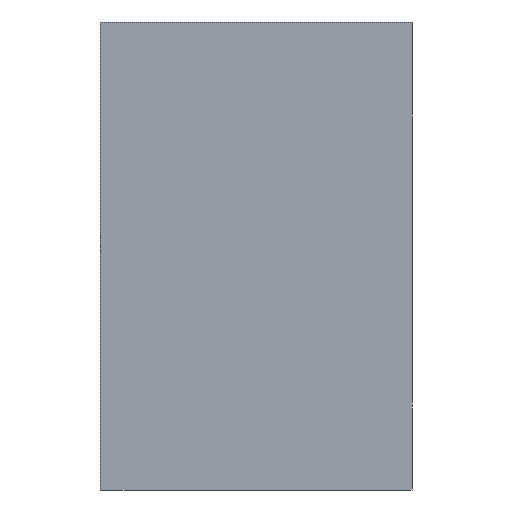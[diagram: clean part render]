
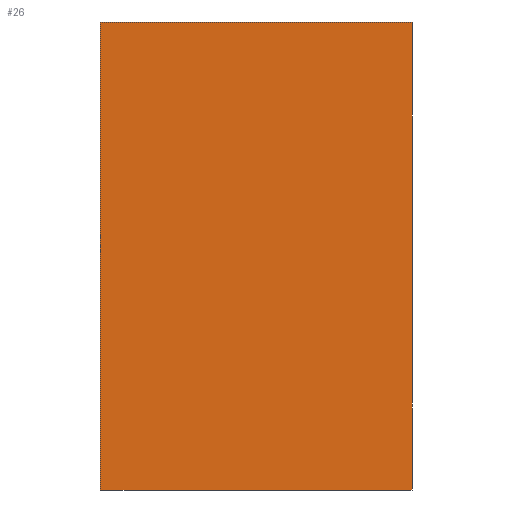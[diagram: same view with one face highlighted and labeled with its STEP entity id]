
A CAD part, front view. The second image highlights one B-rep face of the part: STEP entity #26.
In plain terms, the highlighted planar face has unit normal (0, -1, 0).
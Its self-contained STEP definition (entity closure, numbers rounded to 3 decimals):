
#13 = CARTESIAN_POINT ( 'NONE',  ( 0., 0., -22.5 ) ) ;
#16 = ORIENTED_EDGE ( 'NONE', *, *, #664, .F. ) ;
#25 = VERTEX_POINT ( 'NONE', #561 ) ;
#26 = ADVANCED_FACE ( 'NONE', ( #238 ), #49, .F. ) ;
#38 = EDGE_CURVE ( 'NONE', #162, #619, #633, .T. ) ;
#49 = PLANE ( 'NONE',  #539 ) ;
#52 = CARTESIAN_POINT ( 'NONE',  ( 15., 0., 22.5 ) ) ;
#82 = EDGE_CURVE ( 'NONE', #25, #162, #148, .T. ) ;
#92 = VECTOR ( 'NONE', #419, 1000. ) ;
#106 = EDGE_LOOP ( 'NONE', ( #392, #647, #16, #489 ) ) ;
#144 = CARTESIAN_POINT ( 'NONE',  ( 0., 0., 22.5 ) ) ;
#148 = LINE ( 'NONE', #395, #403 ) ;
#162 = VERTEX_POINT ( 'NONE', #500 ) ;
#211 = LINE ( 'NONE', #52, #592 ) ;
#238 = FACE_OUTER_BOUND ( 'NONE', #106, .T. ) ;
#257 = EDGE_CURVE ( 'NONE', #593, #619, #211, .T. ) ;
#300 = DIRECTION ( 'NONE',  ( 0., 0., -1. ) ) ;
#358 = CARTESIAN_POINT ( 'NONE',  ( 0., 0., 22.5 ) ) ;
#360 = LINE ( 'NONE', #358, #660 ) ;
#368 = DIRECTION ( 'NONE',  ( 0., 0., -1. ) ) ;
#392 = ORIENTED_EDGE ( 'NONE', *, *, #38, .T. ) ;
#395 = CARTESIAN_POINT ( 'NONE',  ( -15., 0., 22.5 ) ) ;
#403 = VECTOR ( 'NONE', #300, 1000. ) ;
#406 = CARTESIAN_POINT ( 'NONE',  ( 15., 0., -22.5 ) ) ;
#419 = DIRECTION ( 'NONE',  ( 1., 0., 0. ) ) ;
#427 = CARTESIAN_POINT ( 'NONE',  ( 15., 0., 22.5 ) ) ;
#455 = DIRECTION ( 'NONE',  ( 0., 0., 1. ) ) ;
#459 = DIRECTION ( 'NONE',  ( 0., 1., 0. ) ) ;
#489 = ORIENTED_EDGE ( 'NONE', *, *, #82, .T. ) ;
#500 = CARTESIAN_POINT ( 'NONE',  ( -15., 0., -22.5 ) ) ;
#539 = AXIS2_PLACEMENT_3D ( 'NONE', #144, #459, #455 ) ;
#561 = CARTESIAN_POINT ( 'NONE',  ( -15., 0., 22.5 ) ) ;
#592 = VECTOR ( 'NONE', #368, 1000. ) ;
#593 = VERTEX_POINT ( 'NONE', #427 ) ;
#619 = VERTEX_POINT ( 'NONE', #406 ) ;
#633 = LINE ( 'NONE', #13, #92 ) ;
#647 = ORIENTED_EDGE ( 'NONE', *, *, #257, .F. ) ;
#660 = VECTOR ( 'NONE', #665, 1000. ) ;
#664 = EDGE_CURVE ( 'NONE', #25, #593, #360, .T. ) ;
#665 = DIRECTION ( 'NONE',  ( 1., 0., 0. ) ) ;
